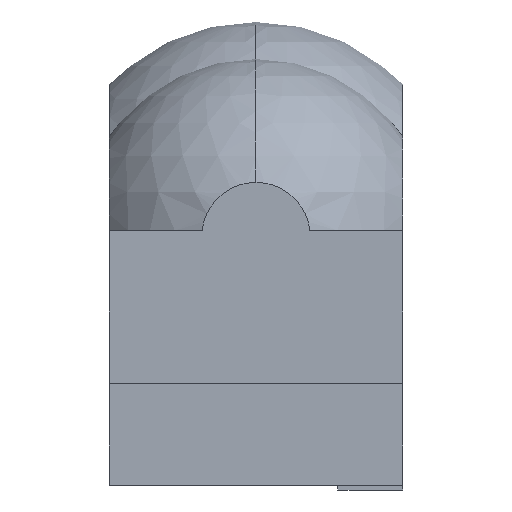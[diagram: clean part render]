
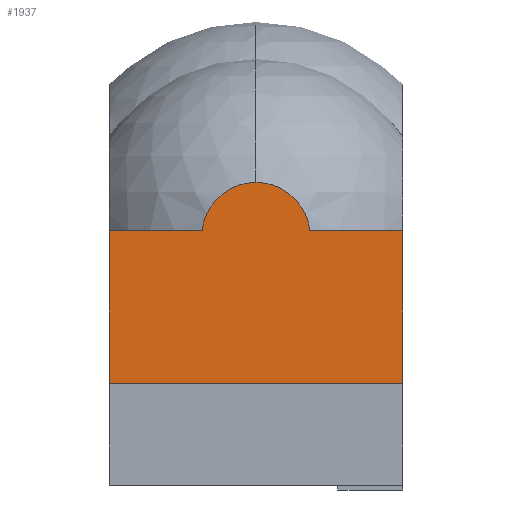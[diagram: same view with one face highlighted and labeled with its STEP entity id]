
A CAD part, left-side view. The second image highlights one B-rep face of the part: STEP entity #1937.
In plain terms, the highlighted planar face has unit normal (-1, 0, 0).
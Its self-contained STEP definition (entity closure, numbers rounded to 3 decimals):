
#735=CARTESIAN_POINT('',(-3.0,0.,0.806));
#736=VERTEX_POINT('',#735);
#744=CARTESIAN_POINT('',(-3.0,-0.349,0.495));
#745=VERTEX_POINT('',#744);
#746=CARTESIAN_POINT('',(-3.0,0.,0.455));
#747=DIRECTION('',(1.0,0.0,0.0));
#748=DIRECTION('',(0.0,0.0,1.0));
#749=AXIS2_PLACEMENT_3D('',#746,#747,#748);
#750=CIRCLE('',#749,0.351);
#751=EDGE_CURVE('',#736,#745,#750,.T.);
#1003=CARTESIAN_POINT('',(-3.0,-0.95,0.495));
#1004=VERTEX_POINT('',#1003);
#1011=CARTESIAN_POINT('',(-3.0,-0.95,-0.495));
#1012=VERTEX_POINT('',#1011);
#1013=CARTESIAN_POINT('',(-3.0,-0.95,-0.495));
#1014=DIRECTION('',(0.0,0.0,1.0));
#1015=VECTOR('',#1014,0.99);
#1016=LINE('',#1013,#1015);
#1017=EDGE_CURVE('',#1012,#1004,#1016,.T.);
#1404=CARTESIAN_POINT('',(-3.0,0.95,-0.495));
#1405=VERTEX_POINT('',#1404);
#1406=CARTESIAN_POINT('',(-3.0,0.95,-0.495));
#1407=DIRECTION('',(0.0,-1.0,0.0));
#1408=VECTOR('',#1407,1.9);
#1409=LINE('',#1406,#1408);
#1410=EDGE_CURVE('',#1405,#1012,#1409,.T.);
#1886=CARTESIAN_POINT('',(-3.0,0.349,0.495));
#1887=VERTEX_POINT('',#1886);
#1895=CARTESIAN_POINT('',(-3.0,0.,0.455));
#1896=DIRECTION('',(1.0,0.0,0.0));
#1897=DIRECTION('',(0.0,0.0,1.0));
#1898=AXIS2_PLACEMENT_3D('',#1895,#1896,#1897);
#1899=CIRCLE('',#1898,0.351);
#1900=EDGE_CURVE('',#1887,#736,#1899,.T.);
#1906=CARTESIAN_POINT('',(-3.0,-0.95,-0.495));
#1907=DIRECTION('',(-1.0,0.0,0.0));
#1908=DIRECTION('',(0.0,0.0,1.0));
#1909=AXIS2_PLACEMENT_3D('',#1906,#1907,#1908);
#1910=PLANE('',#1909);
#1911=ORIENTED_EDGE('',*,*,#1900,.F.);
#1912=CARTESIAN_POINT('',(-3.0,0.95,0.495));
#1913=VERTEX_POINT('',#1912);
#1914=CARTESIAN_POINT('',(-3.0,0.349,0.495));
#1915=DIRECTION('',(0.0,1.0,0.0));
#1916=VECTOR('',#1915,0.601);
#1917=LINE('',#1914,#1916);
#1918=EDGE_CURVE('',#1887,#1913,#1917,.T.);
#1919=ORIENTED_EDGE('',*,*,#1918,.T.);
#1920=CARTESIAN_POINT('',(-3.0,0.95,-0.495));
#1921=DIRECTION('',(0.0,0.0,1.0));
#1922=VECTOR('',#1921,0.99);
#1923=LINE('',#1920,#1922);
#1924=EDGE_CURVE('',#1405,#1913,#1923,.T.);
#1925=ORIENTED_EDGE('',*,*,#1924,.F.);
#1926=ORIENTED_EDGE('',*,*,#1410,.T.);
#1927=ORIENTED_EDGE('',*,*,#1017,.T.);
#1928=CARTESIAN_POINT('',(-3.0,-0.95,0.495));
#1929=DIRECTION('',(0.0,1.0,0.0));
#1930=VECTOR('',#1929,0.601);
#1931=LINE('',#1928,#1930);
#1932=EDGE_CURVE('',#1004,#745,#1931,.T.);
#1933=ORIENTED_EDGE('',*,*,#1932,.T.);
#1934=ORIENTED_EDGE('',*,*,#751,.F.);
#1935=EDGE_LOOP('',(#1911,#1919,#1925,#1926,#1927,#1933,#1934));
#1936=FACE_OUTER_BOUND('',#1935,.T.);
#1937=ADVANCED_FACE('',(#1936),#1910,.T.);
